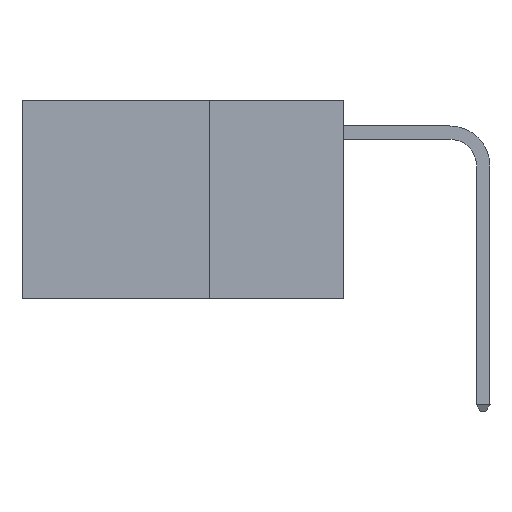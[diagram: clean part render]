
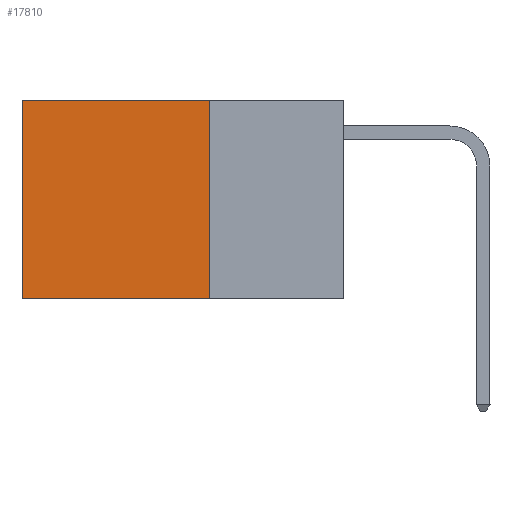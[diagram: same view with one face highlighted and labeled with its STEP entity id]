
A CAD part, left-side view. The second image highlights one B-rep face of the part: STEP entity #17810.
In plain terms, the highlighted planar face has unit normal (-1, 0, 0).
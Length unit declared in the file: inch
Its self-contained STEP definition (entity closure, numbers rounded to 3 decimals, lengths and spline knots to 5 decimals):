
#2453 = CARTESIAN_POINT ( 'NONE',  ( 0.2625, 0.25, 0. ) ) ;
#2558 = FACE_OUTER_BOUND ( 'NONE', #16905, .T. ) ;
#3046 = VERTEX_POINT ( 'NONE', #21375 ) ;
#4579 = DIRECTION ( 'NONE',  ( 0., 1., 0. ) ) ;
#4887 = EDGE_CURVE ( 'NONE', #27560, #3046, #7041, .T. ) ;
#5925 = EDGE_CURVE ( 'NONE', #28209, #6164, #18947, .T. ) ;
#6164 = VERTEX_POINT ( 'NONE', #27142 ) ;
#7041 = LINE ( 'NONE', #22834, #23758 ) ;
#7391 = CARTESIAN_POINT ( 'NONE',  ( 0.2625, 0.6, 0. ) ) ;
#8322 = ORIENTED_EDGE ( 'NONE', *, *, #20055, .F. ) ;
#8486 = EDGE_CURVE ( 'NONE', #6164, #3046, #18367, .T. ) ;
#9584 = DIRECTION ( 'NONE',  ( 0., 0., -1. ) ) ;
#9922 = CARTESIAN_POINT ( 'NONE',  ( 0.2625, 0.25, 0. ) ) ;
#12123 = DIRECTION ( 'NONE',  ( 1., 0., 0. ) ) ;
#12174 = ORIENTED_EDGE ( 'NONE', *, *, #8486, .T. ) ;
#12188 = CARTESIAN_POINT ( 'NONE',  ( 0.2625, 0.25, 0. ) ) ;
#12582 = ORIENTED_EDGE ( 'NONE', *, *, #4887, .F. ) ;
#13211 = CARTESIAN_POINT ( 'NONE',  ( 0.2625, 0.25, 0. ) ) ;
#13931 = VECTOR ( 'NONE', #9584, 39.37008 ) ;
#14188 = DIRECTION ( 'NONE',  ( 0., 1., 0. ) ) ;
#15923 = VECTOR ( 'NONE', #25212, 39.37008 ) ;
#16905 = EDGE_LOOP ( 'NONE', ( #12174, #12582, #8322, #22976 ) ) ;
#17638 = CARTESIAN_POINT ( 'NONE',  ( 0.2625, 0.25, -0.37 ) ) ;
#17810 = ADVANCED_FACE ( 'NONE', ( #2558 ), #22966, .F. ) ;
#17967 = LINE ( 'NONE', #12188, #15923 ) ;
#18367 = LINE ( 'NONE', #7391, #13931 ) ;
#18947 = LINE ( 'NONE', #2453, #25398 ) ;
#20055 = EDGE_CURVE ( 'NONE', #28209, #27560, #17967, .T. ) ;
#21375 = CARTESIAN_POINT ( 'NONE',  ( 0.2625, 0.6, -0.37 ) ) ;
#22834 = CARTESIAN_POINT ( 'NONE',  ( 0.2625, 0.25, -0.37 ) ) ;
#22966 = PLANE ( 'NONE',  #24054 ) ;
#22976 = ORIENTED_EDGE ( 'NONE', *, *, #5925, .T. ) ;
#23758 = VECTOR ( 'NONE', #14188, 39.37008 ) ;
#24054 = AXIS2_PLACEMENT_3D ( 'NONE', #9922, #12123, #27338 ) ;
#25212 = DIRECTION ( 'NONE',  ( 0., 0., -1. ) ) ;
#25398 = VECTOR ( 'NONE', #4579, 39.37008 ) ;
#27142 = CARTESIAN_POINT ( 'NONE',  ( 0.2625, 0.6, 0. ) ) ;
#27338 = DIRECTION ( 'NONE',  ( 0., 0., -1. ) ) ;
#27560 = VERTEX_POINT ( 'NONE', #17638 ) ;
#28209 = VERTEX_POINT ( 'NONE', #13211 ) ;
